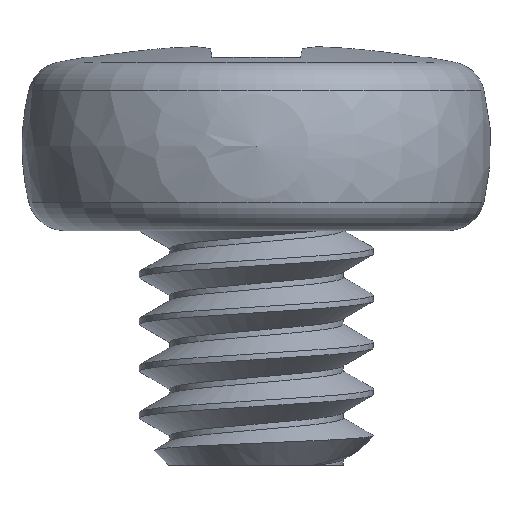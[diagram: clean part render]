
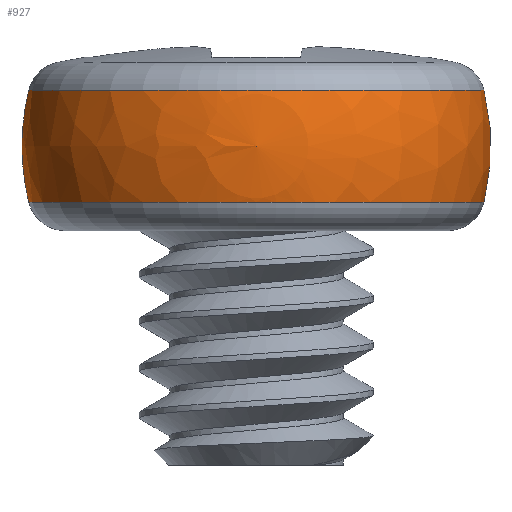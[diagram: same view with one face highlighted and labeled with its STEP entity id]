
A CAD part, left-side view. The second image highlights one B-rep face of the part: STEP entity #927.
In plain terms, the highlighted spherical face has radius 2 mm.
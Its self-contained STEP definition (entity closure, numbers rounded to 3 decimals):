
#3 = AXIS2_PLACEMENT_3D ( 'NONE', #661, #1828, #424 ) ;
#46 = CARTESIAN_POINT ( 'NONE',  ( 0., -1.942, 1.243 ) ) ;
#152 = DIRECTION ( 'NONE',  ( -1., 0., 0. ) ) ;
#218 = CARTESIAN_POINT ( 'NONE',  ( 0., 1.942, 2.2 ) ) ;
#240 = AXIS2_PLACEMENT_3D ( 'NONE', #1369, #152, #1581 ) ;
#248 = DIRECTION ( 'NONE',  ( 0., 0., -1. ) ) ;
#329 = AXIS2_PLACEMENT_3D ( 'NONE', #2601, #2813, #1913 ) ;
#331 = ORIENTED_EDGE ( 'NONE', *, *, #1578, .F. ) ;
#424 = DIRECTION ( 'NONE',  ( 0., -1., 0. ) ) ;
#478 = SPHERICAL_SURFACE ( 'NONE', #329, 2. ) ;
#536 = AXIS2_PLACEMENT_3D ( 'NONE', #2297, #2279, #248 ) ;
#661 = CARTESIAN_POINT ( 'NONE',  ( 0., 0., 1.243 ) ) ;
#712 = CARTESIAN_POINT ( 'NONE',  ( 0., 0., 2.2 ) ) ;
#849 = ORIENTED_EDGE ( 'NONE', *, *, #1888, .F. ) ;
#927 = ADVANCED_FACE ( 'NONE', ( #1810 ), #478, .T. ) ;
#956 = VERTEX_POINT ( 'NONE', #2574 ) ;
#959 = DIRECTION ( 'NONE',  ( 0., -1., 0. ) ) ;
#1027 = CIRCLE ( 'NONE', #3, 1.942 ) ;
#1242 = EDGE_LOOP ( 'NONE', ( #2134, #2878, #331, #849 ) ) ;
#1275 = EDGE_CURVE ( 'NONE', #2078, #1845, #1375, .T. ) ;
#1369 = CARTESIAN_POINT ( 'NONE',  ( 0., 0., 1.722 ) ) ;
#1375 = CIRCLE ( 'NONE', #240, 2. ) ;
#1561 = AXIS2_PLACEMENT_3D ( 'NONE', #712, #1636, #959 ) ;
#1578 = EDGE_CURVE ( 'NONE', #2808, #1845, #2866, .T. ) ;
#1581 = DIRECTION ( 'NONE',  ( 0., -1., 0. ) ) ;
#1636 = DIRECTION ( 'NONE',  ( 0., 0., 1. ) ) ;
#1751 = CIRCLE ( 'NONE', #536, 2. ) ;
#1810 = FACE_OUTER_BOUND ( 'NONE', #1242, .T. ) ;
#1828 = DIRECTION ( 'NONE',  ( 0., 0., 1. ) ) ;
#1845 = VERTEX_POINT ( 'NONE', #2036 ) ;
#1888 = EDGE_CURVE ( 'NONE', #956, #2808, #1751, .T. ) ;
#1913 = DIRECTION ( 'NONE',  ( 0., 1., 0. ) ) ;
#2036 = CARTESIAN_POINT ( 'NONE',  ( 0., -1.942, 2.2 ) ) ;
#2078 = VERTEX_POINT ( 'NONE', #46 ) ;
#2134 = ORIENTED_EDGE ( 'NONE', *, *, #2164, .T. ) ;
#2164 = EDGE_CURVE ( 'NONE', #956, #2078, #1027, .T. ) ;
#2279 = DIRECTION ( 'NONE',  ( 1., 0., 0. ) ) ;
#2297 = CARTESIAN_POINT ( 'NONE',  ( 0., 0., 1.722 ) ) ;
#2574 = CARTESIAN_POINT ( 'NONE',  ( 0., 1.942, 1.243 ) ) ;
#2601 = CARTESIAN_POINT ( 'NONE',  ( 0., 0., 1.722 ) ) ;
#2808 = VERTEX_POINT ( 'NONE', #218 ) ;
#2813 = DIRECTION ( 'NONE',  ( -1., 0., 0. ) ) ;
#2866 = CIRCLE ( 'NONE', #1561, 1.942 ) ;
#2878 = ORIENTED_EDGE ( 'NONE', *, *, #1275, .T. ) ;
